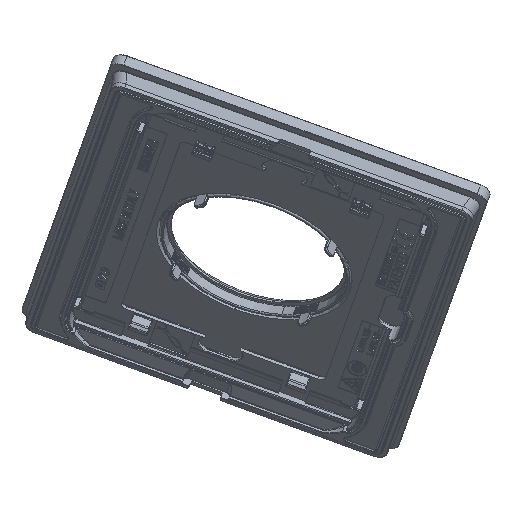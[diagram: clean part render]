
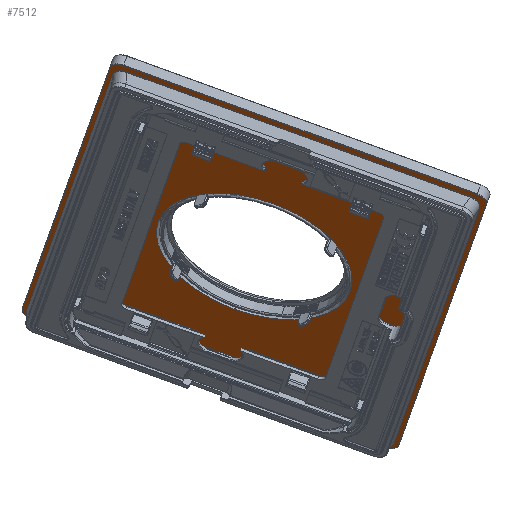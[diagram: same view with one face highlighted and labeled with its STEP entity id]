
A CAD part, left-side view. The second image highlights one B-rep face of the part: STEP entity #7512.
In plain terms, the highlighted face is planar.
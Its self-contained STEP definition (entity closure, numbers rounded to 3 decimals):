
#7046=CARTESIAN_POINT('Axis2P3D Location',(0.,0.,0.)) ;
#7050=CARTESIAN_POINT('Vertex',(25.,0.,0.)) ;
#7052=CARTESIAN_POINT('Vertex',(-25.,0.,0.)) ;
#7081=CARTESIAN_POINT('Axis2P3D Location',(0.,0.,0.)) ;
#7437=CARTESIAN_POINT('Axis2P3D Location',(0.,0.,0.)) ;
#7442=CARTESIAN_POINT('Line Origine',(0.,48.9,0.)) ;
#7446=CARTESIAN_POINT('Vertex',(-57.,48.9,0.)) ;
#7448=CARTESIAN_POINT('Vertex',(57.,48.9,0.)) ;
#7451=CARTESIAN_POINT('Axis2P3D Location',(57.,46.,0.)) ;
#7455=CARTESIAN_POINT('Vertex',(59.9,46.,0.)) ;
#7458=CARTESIAN_POINT('Line Origine',(59.9,0.,0.)) ;
#7462=CARTESIAN_POINT('Vertex',(59.9,-46.,0.)) ;
#7465=CARTESIAN_POINT('Axis2P3D Location',(57.,-46.,0.)) ;
#7469=CARTESIAN_POINT('Vertex',(57.,-48.9,0.)) ;
#7472=CARTESIAN_POINT('Line Origine',(0.,-48.9,0.)) ;
#7476=CARTESIAN_POINT('Vertex',(-57.,-48.9,0.)) ;
#7479=CARTESIAN_POINT('Axis2P3D Location',(-57.,-46.,0.)) ;
#7483=CARTESIAN_POINT('Vertex',(-59.9,-46.,0.)) ;
#7486=CARTESIAN_POINT('Line Origine',(-59.9,0.,0.)) ;
#7490=CARTESIAN_POINT('Vertex',(-59.9,46.,0.)) ;
#7493=CARTESIAN_POINT('Axis2P3D Location',(-57.,46.,0.)) ;
#7047=DIRECTION('Axis2P3D Direction',(0.,0.,1.)) ;
#7082=DIRECTION('Axis2P3D Direction',(0.,0.,1.)) ;
#7438=DIRECTION('Axis2P3D Direction',(-0.,0.,1.)) ;
#7439=DIRECTION('Axis2P3D XDirection',(0.,-1.,0.)) ;
#7443=DIRECTION('Vector Direction',(1.,0.,0.)) ;
#7452=DIRECTION('Axis2P3D Direction',(-0.,0.,1.)) ;
#7459=DIRECTION('Vector Direction',(0.,-1.,0.)) ;
#7466=DIRECTION('Axis2P3D Direction',(-0.,0.,1.)) ;
#7473=DIRECTION('Vector Direction',(1.,0.,0.)) ;
#7480=DIRECTION('Axis2P3D Direction',(-0.,0.,1.)) ;
#7487=DIRECTION('Vector Direction',(0.,-1.,0.)) ;
#7494=DIRECTION('Axis2P3D Direction',(-0.,0.,1.)) ;
#7048=AXIS2_PLACEMENT_3D('Circle Axis2P3D',#7046,#7047,$) ;
#7083=AXIS2_PLACEMENT_3D('Circle Axis2P3D',#7081,#7082,$) ;
#7440=AXIS2_PLACEMENT_3D('Plane Axis2P3D',#7437,#7438,#7439) ;
#7453=AXIS2_PLACEMENT_3D('Circle Axis2P3D',#7451,#7452,$) ;
#7467=AXIS2_PLACEMENT_3D('Circle Axis2P3D',#7465,#7466,$) ;
#7481=AXIS2_PLACEMENT_3D('Circle Axis2P3D',#7479,#7480,$) ;
#7495=AXIS2_PLACEMENT_3D('Circle Axis2P3D',#7493,#7494,$) ;
#7499=ORIENTED_EDGE('',*,*,#7450,.T.) ;
#7500=ORIENTED_EDGE('',*,*,#7457,.T.) ;
#7501=ORIENTED_EDGE('',*,*,#7464,.T.) ;
#7502=ORIENTED_EDGE('',*,*,#7471,.T.) ;
#7503=ORIENTED_EDGE('',*,*,#7478,.T.) ;
#7504=ORIENTED_EDGE('',*,*,#7485,.T.) ;
#7505=ORIENTED_EDGE('',*,*,#7492,.T.) ;
#7506=ORIENTED_EDGE('',*,*,#7497,.T.) ;
#7509=ORIENTED_EDGE('',*,*,#7085,.T.) ;
#7510=ORIENTED_EDGE('',*,*,#7054,.T.) ;
#7511=FACE_BOUND('',#7508,.T.) ;
#7444=VECTOR('Line Direction',#7443,1.) ;
#7460=VECTOR('Line Direction',#7459,1.) ;
#7474=VECTOR('Line Direction',#7473,1.) ;
#7488=VECTOR('Line Direction',#7487,1.) ;
#7512=ADVANCED_FACE('PartBody',(#7507,#7511),#7441,.F.) ;
#7049=CIRCLE('generated circle',#7048,25.) ;
#7084=CIRCLE('generated circle',#7083,25.) ;
#7454=CIRCLE('generated circle',#7453,2.9) ;
#7468=CIRCLE('generated circle',#7467,2.9) ;
#7482=CIRCLE('generated circle',#7481,2.9) ;
#7496=CIRCLE('generated circle',#7495,2.9) ;
#7054=EDGE_CURVE('',#7051,#7053,#7049,.T.) ;
#7085=EDGE_CURVE('',#7053,#7051,#7084,.T.) ;
#7450=EDGE_CURVE('',#7447,#7449,#7445,.T.) ;
#7457=EDGE_CURVE('',#7449,#7456,#7454,.F.) ;
#7464=EDGE_CURVE('',#7456,#7463,#7461,.T.) ;
#7471=EDGE_CURVE('',#7463,#7470,#7468,.F.) ;
#7478=EDGE_CURVE('',#7470,#7477,#7475,.F.) ;
#7485=EDGE_CURVE('',#7477,#7484,#7482,.F.) ;
#7492=EDGE_CURVE('',#7484,#7491,#7489,.F.) ;
#7497=EDGE_CURVE('',#7491,#7447,#7496,.F.) ;
#7498=EDGE_LOOP('',(#7499,#7500,#7501,#7502,#7503,#7504,#7505,#7506)) ;
#7508=EDGE_LOOP('',(#7509,#7510)) ;
#7507=FACE_OUTER_BOUND('',#7498,.T.) ;
#7445=LINE('Line',#7442,#7444) ;
#7461=LINE('Line',#7458,#7460) ;
#7475=LINE('Line',#7472,#7474) ;
#7489=LINE('Line',#7486,#7488) ;
#7441=PLANE('',#7440) ;
#7051=VERTEX_POINT('',#7050) ;
#7053=VERTEX_POINT('',#7052) ;
#7447=VERTEX_POINT('',#7446) ;
#7449=VERTEX_POINT('',#7448) ;
#7456=VERTEX_POINT('',#7455) ;
#7463=VERTEX_POINT('',#7462) ;
#7470=VERTEX_POINT('',#7469) ;
#7477=VERTEX_POINT('',#7476) ;
#7484=VERTEX_POINT('',#7483) ;
#7491=VERTEX_POINT('',#7490) ;
